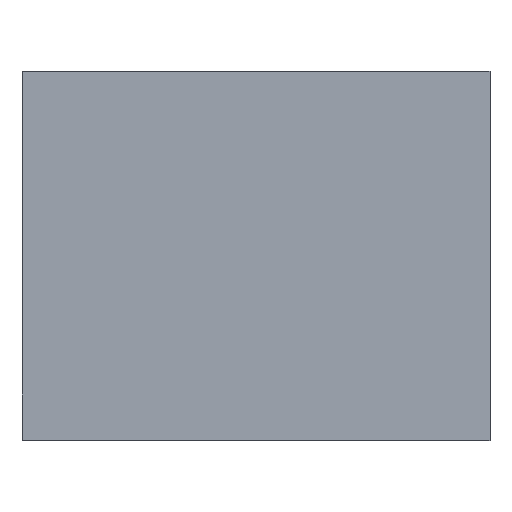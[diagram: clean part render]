
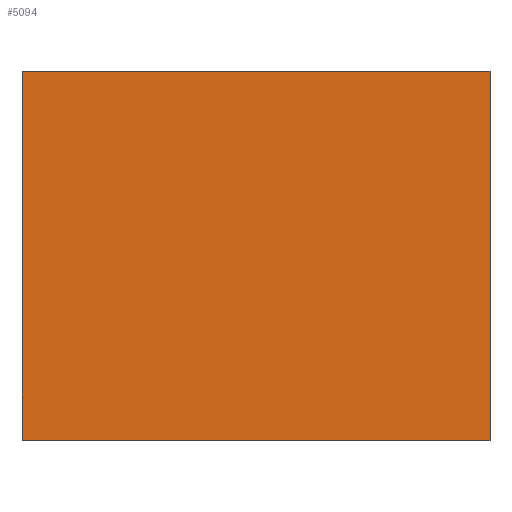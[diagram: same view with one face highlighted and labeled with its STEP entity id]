
A CAD part, top view. The second image highlights one B-rep face of the part: STEP entity #5094.
In plain terms, the highlighted planar face has unit normal (0, 0, 1).
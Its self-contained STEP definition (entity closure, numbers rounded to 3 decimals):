
#116 = EDGE_CURVE ( 'NONE', #2703, #8126, #9569, .T. ) ;
#390 = CARTESIAN_POINT ( 'NONE',  ( -13., 20.5, 12. ) ) ;
#1386 = CARTESIAN_POINT ( 'NONE',  ( 13., 20.5, 12. ) ) ;
#1476 = LINE ( 'NONE', #4369, #12819 ) ;
#2703 = VERTEX_POINT ( 'NONE', #12264 ) ;
#2868 = DIRECTION ( 'NONE',  ( 0., -1., 0. ) ) ;
#3444 = DIRECTION ( 'NONE',  ( 0., -1., 0. ) ) ;
#3546 = DIRECTION ( 'NONE',  ( 0., 0., -1. ) ) ;
#3720 = ORIENTED_EDGE ( 'NONE', *, *, #5178, .T. ) ;
#4327 = ORIENTED_EDGE ( 'NONE', *, *, #116, .F. ) ;
#4369 = CARTESIAN_POINT ( 'NONE',  ( -13., 0., 12. ) ) ;
#4573 = DIRECTION ( 'NONE',  ( 1., 0., 0. ) ) ;
#4575 = DIRECTION ( 'NONE',  ( -1., 0., 0. ) ) ;
#5094 = ADVANCED_FACE ( 'NONE', ( #7772 ), #10807, .F. ) ;
#5178 = EDGE_CURVE ( 'NONE', #2703, #7879, #5873, .T. ) ;
#5480 = VECTOR ( 'NONE', #2868, 1000. ) ;
#5873 = LINE ( 'NONE', #9090, #5480 ) ;
#6268 = VERTEX_POINT ( 'NONE', #6900 ) ;
#6756 = ORIENTED_EDGE ( 'NONE', *, *, #8675, .F. ) ;
#6900 = CARTESIAN_POINT ( 'NONE',  ( 13., 0., 12. ) ) ;
#7074 = CARTESIAN_POINT ( 'NONE',  ( -13., 0., 12. ) ) ;
#7439 = VECTOR ( 'NONE', #8470, 1000. ) ;
#7772 = FACE_OUTER_BOUND ( 'NONE', #12744, .T. ) ;
#7879 = VERTEX_POINT ( 'NONE', #7074 ) ;
#8126 = VERTEX_POINT ( 'NONE', #11575 ) ;
#8160 = CARTESIAN_POINT ( 'NONE',  ( -13., 20.5, 12. ) ) ;
#8180 = ORIENTED_EDGE ( 'NONE', *, *, #10473, .T. ) ;
#8470 = DIRECTION ( 'NONE',  ( 1., 0., 0. ) ) ;
#8675 = EDGE_CURVE ( 'NONE', #8126, #6268, #10839, .T. ) ;
#9090 = CARTESIAN_POINT ( 'NONE',  ( -13., 20.5, 12. ) ) ;
#9569 = LINE ( 'NONE', #8160, #7439 ) ;
#10473 = EDGE_CURVE ( 'NONE', #7879, #6268, #1476, .T. ) ;
#10807 = PLANE ( 'NONE',  #12267 ) ;
#10839 = LINE ( 'NONE', #1386, #12687 ) ;
#11575 = CARTESIAN_POINT ( 'NONE',  ( 13., 20.5, 12. ) ) ;
#12264 = CARTESIAN_POINT ( 'NONE',  ( -13., 20.5, 12. ) ) ;
#12267 = AXIS2_PLACEMENT_3D ( 'NONE', #390, #3546, #4575 ) ;
#12687 = VECTOR ( 'NONE', #3444, 1000. ) ;
#12744 = EDGE_LOOP ( 'NONE', ( #8180, #6756, #4327, #3720 ) ) ;
#12819 = VECTOR ( 'NONE', #4573, 1000. ) ;
